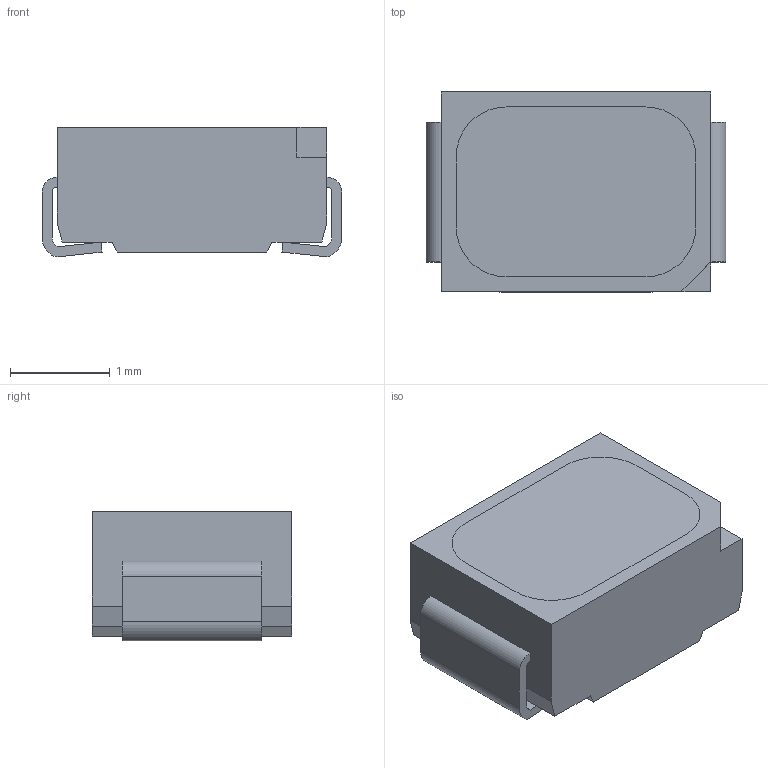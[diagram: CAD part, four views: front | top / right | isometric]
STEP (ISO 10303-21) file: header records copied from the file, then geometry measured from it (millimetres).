
FILE_DESCRIPTION(/* description */ ('Unknown'),/* implementation_level */ '2;1');
FILE_NAME(/* name */ '150302xx73100',/* time_stamp */ '2019-06-04T15:37:16+02:00',/* author */ ('Unknown'),/* organization */ ('Unknown'),/* preprocessor_version */ 'ST-DEVELOPER v16.7',/* originating_system */ 'DEX',/* authorisation */ $);
FILE_SCHEMA (('AUTOMOTIVE_DESIGN {1 0 10303 214 3 1 1}'));
Length unit declared in the file: millimetre
Products named in the file (4): 150302xx73100; Body; Glue; Pin
Assembly tree (3 placements, depth 2):
  150302xx73100
    Body
    Glue
    Pin
Bounding box: 3 x 2 x 1.3 mm (x, y, z)
Volume: 6.8 mm3; surface area: 60.1 mm2
Topology: 3 solids, 3 shells, 90 faces, 233 edges, 154 vertices
Faces by surface type: plane 67, cylinder 15, cone 8
Full cylindrical faces by diameter (mm): 0.8 x1
Entity records: 3221 total; most frequent: CARTESIAN_POINT 480, DIRECTION 466, ORIENTED_EDGE 464, EDGE_CURVE 232, LINE 186, VECTOR 186, VERTEX_POINT 154, AXIS2_PLACEMENT_3D 140
